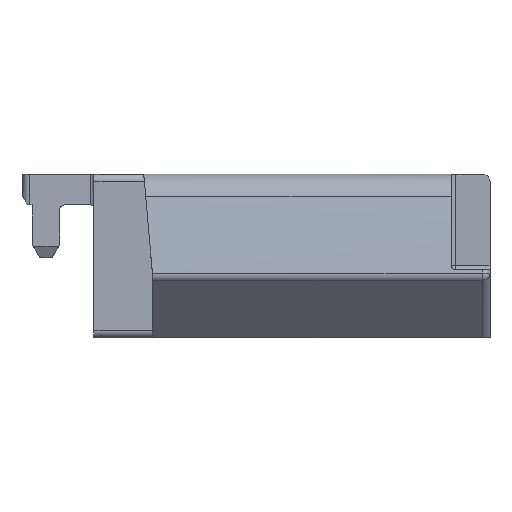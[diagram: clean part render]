
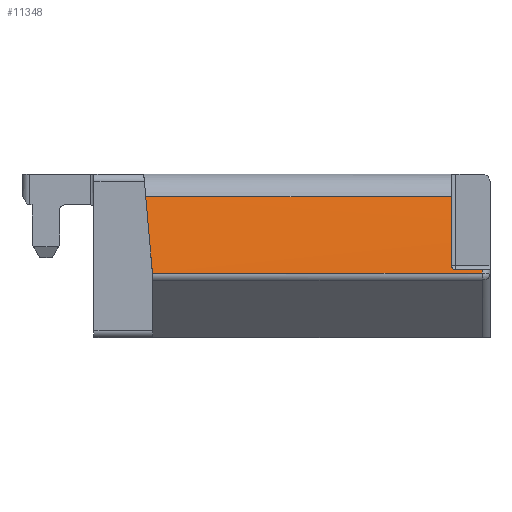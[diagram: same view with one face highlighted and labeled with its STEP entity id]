
A CAD part, front view. The second image highlights one B-rep face of the part: STEP entity #11348.
In plain terms, the highlighted cylindrical face has radius 80 mm (diameter 160 mm), a partial arc.
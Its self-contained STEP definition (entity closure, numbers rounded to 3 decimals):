
#1355=CARTESIAN_POINT('',(25.1,0.557,4.4));
#1361=CARTESIAN_POINT('',(23.4,0.557,4.4));
#1362=CARTESIAN_POINT('',(23.362,0.557,4.4));
#1363=CARTESIAN_POINT('',(23.284,0.56,4.415));
#1364=CARTESIAN_POINT('',(23.183,0.574,4.481));
#1365=CARTESIAN_POINT('',(23.116,0.595,4.582));
#1366=CARTESIAN_POINT('',(23.1,0.612,4.661));
#1367=CARTESIAN_POINT('',(23.1,0.62,4.7));
#1373=DIRECTION('',(1.,0.,0.));
#1374=VECTOR('',#1373,1.7);
#1375=CARTESIAN_POINT('',(23.4,0.557,4.4));
#1376=LINE('',#1375,#1374);
#1377=DIRECTION('',(-1.,0.,0.));
#1378=VECTOR('',#1377,21.323);
#1379=CARTESIAN_POINT('',(25.1,0.516,4.201));
#1380=LINE('',#1379,#1378);
#1381=CARTESIAN_POINT('',(3.777,0.516,4.201));
#1382=CARTESIAN_POINT('',(3.632,0.854,5.854));
#1383=CARTESIAN_POINT('',(3.489,1.243,7.495));
#1384=CARTESIAN_POINT('',(3.346,1.685,9.123));
#1386=CARTESIAN_POINT('',(23.1,78.9,-11.8));
#1387=DIRECTION('',(-1.,0.,0.));
#1388=DIRECTION('',(0.,-0.978,0.206));
#1389=AXIS2_PLACEMENT_3D('',#1386,#1387,#1388);
#1400=DIRECTION('',(-1.,0.,0.));
#1401=VECTOR('',#1400,19.754);
#1402=CARTESIAN_POINT('',(23.1,1.685,9.123));
#1403=LINE('',#1402,#1401);
#1448=CARTESIAN_POINT('',(25.1,78.9,-11.8));
#1449=DIRECTION('',(-1.,0.,0.));
#1450=DIRECTION('',(0.,-0.98,0.2));
#1451=AXIS2_PLACEMENT_3D('',#1448,#1449,#1450);
#8586=CARTESIAN_POINT('',(23.4,0.557,4.4));
#8587=VERTEX_POINT('',#8586);
#8588=VERTEX_POINT('',#1355);
#8589=VERTEX_POINT('',#1367);
#8590=CARTESIAN_POINT('',(23.1,1.685,9.123));
#8591=VERTEX_POINT('',#8590);
#8592=CARTESIAN_POINT('',(25.1,0.516,4.201));
#8593=VERTEX_POINT('',#8592);
#8594=CARTESIAN_POINT('',(3.777,0.516,4.201));
#8595=VERTEX_POINT('',#8594);
#8596=VERTEX_POINT('',#1384);
#11329=CARTESIAN_POINT('',(3.8,78.9,-11.8));
#11330=DIRECTION('',(-1.,0.,0.));
#11331=DIRECTION('',(0.,0.,1.));
#11332=AXIS2_PLACEMENT_3D('',#11329,#11330,#11331);
#11333=CYLINDRICAL_SURFACE('',#11332,80.);
#11335=ORIENTED_EDGE('',*,*,#11334,.F.);
#11336=ORIENTED_EDGE('',*,*,#11321,.F.);
#11337=ORIENTED_EDGE('',*,*,#11310,.T.);
#11339=ORIENTED_EDGE('',*,*,#11338,.F.);
#11341=ORIENTED_EDGE('',*,*,#11340,.T.);
#11343=ORIENTED_EDGE('',*,*,#11342,.T.);
#11345=ORIENTED_EDGE('',*,*,#11344,.F.);
#11346=EDGE_LOOP('',(#11335,#11336,#11337,#11339,#11341,#11343,#11345));
#11347=FACE_OUTER_BOUND('',#11346,.F.);
#1368=B_SPLINE_CURVE_WITH_KNOTS('',3,(#1361,#1362,#1363,#1364,#1365,#1366,
#1367),.UNSPECIFIED.,.F.,.F.,(4,1,1,1,4),(0.,0.25,0.5,0.75,1.),
.UNSPECIFIED.);
#1385=B_SPLINE_CURVE_WITH_KNOTS('',3,(#1381,#1382,#1383,#1384),.UNSPECIFIED.,
.F.,.F.,(4,4),(0.,1.),.UNSPECIFIED.);
#1390=CIRCLE('',#1389,80.);
#1452=CIRCLE('',#1451,80.);
#11310=EDGE_CURVE('',#8587,#8588,#1376,.T.);
#11321=EDGE_CURVE('',#8587,#8589,#1368,.T.);
#11334=EDGE_CURVE('',#8589,#8591,#1390,.T.);
#11338=EDGE_CURVE('',#8593,#8588,#1452,.T.);
#11340=EDGE_CURVE('',#8593,#8595,#1380,.T.);
#11342=EDGE_CURVE('',#8595,#8596,#1385,.T.);
#11344=EDGE_CURVE('',#8591,#8596,#1403,.T.);
#11348=ADVANCED_FACE('',(#11347),#11333,.T.);
